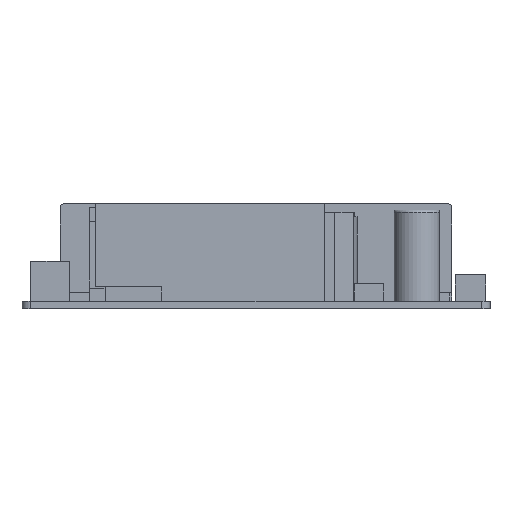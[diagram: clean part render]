
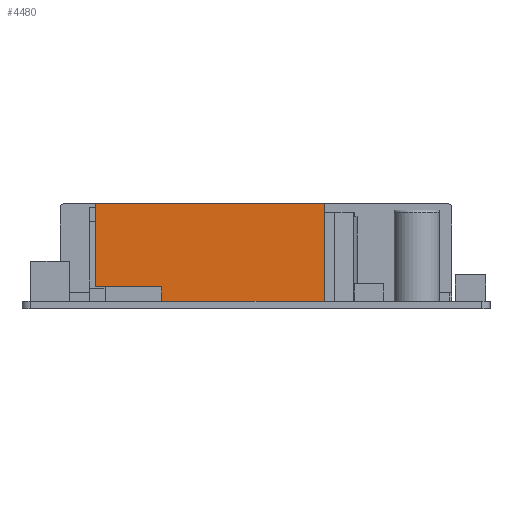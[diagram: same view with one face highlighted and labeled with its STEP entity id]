
A CAD part, front view. The second image highlights one B-rep face of the part: STEP entity #4480.
In plain terms, the highlighted planar face has unit normal (0, -1, 0).
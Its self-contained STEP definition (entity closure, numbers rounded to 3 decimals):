
#345=DIRECTION('',(1.,0.,0.));
#346=VECTOR('',#345,36.5);
#347=CARTESIAN_POINT('',(-19.387,-19.62,0.));
#348=LINE('',#347,#346);
#1146=DIRECTION('',(1.,0.,0.));
#1147=VECTOR('',#1146,51.5);
#1148=CARTESIAN_POINT('',(-34.387,-19.62,22.));
#1149=LINE('',#1148,#1147);
#1158=DIRECTION('',(0.,0.,1.));
#1159=VECTOR('',#1158,22.);
#1160=CARTESIAN_POINT('',(17.113,-19.62,0.));
#1161=LINE('',#1160,#1159);
#1162=DIRECTION('',(0.,0.,1.));
#1163=VECTOR('',#1162,3.3);
#1164=CARTESIAN_POINT('',(-19.387,-19.62,0.));
#1165=LINE('',#1164,#1163);
#1166=DIRECTION('',(1.,0.,0.));
#1167=VECTOR('',#1166,15.);
#1168=CARTESIAN_POINT('',(-34.387,-19.62,3.3));
#1169=LINE('',#1168,#1167);
#1170=DIRECTION('',(0.,0.,1.));
#1171=VECTOR('',#1170,18.7);
#1172=CARTESIAN_POINT('',(-34.387,-19.62,3.3));
#1173=LINE('',#1172,#1171);
#2595=CARTESIAN_POINT('',(17.113,-19.62,22.));
#2597=VERTEX_POINT('',#2595);
#2601=CARTESIAN_POINT('',(-34.387,-19.62,22.));
#2602=VERTEX_POINT('',#2601);
#2603=CARTESIAN_POINT('',(17.113,-19.62,0.));
#2605=VERTEX_POINT('',#2603);
#2613=CARTESIAN_POINT('',(-34.387,-19.62,3.3));
#2614=VERTEX_POINT('',#2613);
#2615=CARTESIAN_POINT('',(-19.387,-19.62,0.));
#2616=CARTESIAN_POINT('',(-19.387,-19.62,3.3));
#2617=VERTEX_POINT('',#2615);
#2618=VERTEX_POINT('',#2616);
#4467=CARTESIAN_POINT('',(-34.387,-19.62,0.));
#4468=DIRECTION('',(0.,-1.,0.));
#4469=DIRECTION('',(1.,0.,0.));
#4470=AXIS2_PLACEMENT_3D('',#4467,#4468,#4469);
#4471=PLANE('',#4470);
#4472=ORIENTED_EDGE('',*,*,#4406,.T.);
#4473=ORIENTED_EDGE('',*,*,#4420,.F.);
#4474=ORIENTED_EDGE('',*,*,#4435,.T.);
#4475=ORIENTED_EDGE('',*,*,#4447,.T.);
#4476=ORIENTED_EDGE('',*,*,#4460,.F.);
#4477=ORIENTED_EDGE('',*,*,#3475,.F.);
#4478=EDGE_LOOP('',(#4472,#4473,#4474,#4475,#4476,#4477));
#4479=FACE_OUTER_BOUND('',#4478,.F.);
#3475=EDGE_CURVE('',#2617,#2605,#348,.T.);
#4406=EDGE_CURVE('',#2617,#2618,#1165,.T.);
#4420=EDGE_CURVE('',#2614,#2618,#1169,.T.);
#4435=EDGE_CURVE('',#2614,#2602,#1173,.T.);
#4447=EDGE_CURVE('',#2602,#2597,#1149,.T.);
#4460=EDGE_CURVE('',#2605,#2597,#1161,.T.);
#4480=ADVANCED_FACE('',(#4479),#4471,.T.);
